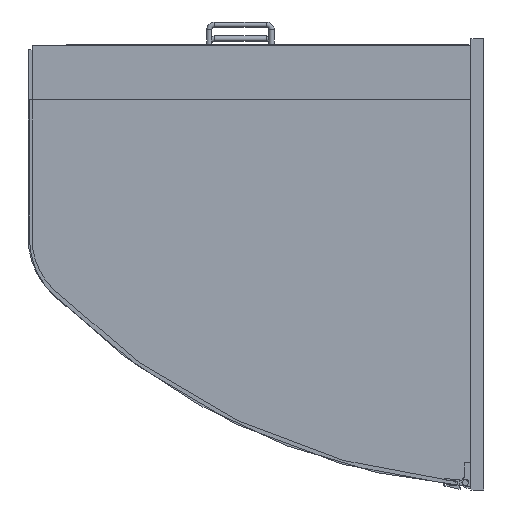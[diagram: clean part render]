
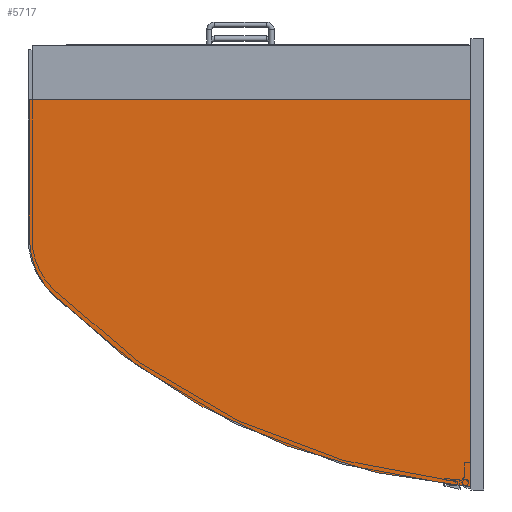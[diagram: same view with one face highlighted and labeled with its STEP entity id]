
A CAD part, left-side view. The second image highlights one B-rep face of the part: STEP entity #5717.
In plain terms, the highlighted planar face has unit normal (-1, 0, 0).
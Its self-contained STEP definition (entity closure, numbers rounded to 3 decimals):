
#73=CIRCLE('',#6149,123.);
#75=CIRCLE('',#6152,1022.);
#77=CIRCLE('',#6155,3.);
#477=FACE_OUTER_BOUND('',#809,.T.);
#809=EDGE_LOOP('',(#4367,#4368,#4369,#4370,#4371,#4372));
#1281=LINE('',#8821,#1931);
#1285=LINE('',#8829,#1935);
#1288=LINE('',#8835,#1938);
#1931=VECTOR('',#7131,10.);
#1935=VECTOR('',#7137,10.);
#1938=VECTOR('',#7142,10.);
#2521=VERTEX_POINT('',#8819);
#2522=VERTEX_POINT('',#8820);
#2525=VERTEX_POINT('',#8828);
#2527=VERTEX_POINT('',#8834);
#2529=VERTEX_POINT('',#8840);
#2531=VERTEX_POINT('',#8846);
#3185=EDGE_CURVE('',#2521,#2522,#1281,.T.);
#3189=EDGE_CURVE('',#2522,#2525,#1285,.T.);
#3192=EDGE_CURVE('',#2525,#2527,#1288,.T.);
#3195=EDGE_CURVE('',#2527,#2529,#73,.T.);
#3198=EDGE_CURVE('',#2529,#2531,#75,.T.);
#3201=EDGE_CURVE('',#2531,#2521,#77,.T.);
#4367=ORIENTED_EDGE('',*,*,#3201,.T.);
#4368=ORIENTED_EDGE('',*,*,#3185,.T.);
#4369=ORIENTED_EDGE('',*,*,#3189,.T.);
#4370=ORIENTED_EDGE('',*,*,#3192,.T.);
#4371=ORIENTED_EDGE('',*,*,#3195,.T.);
#4372=ORIENTED_EDGE('',*,*,#3198,.T.);
#5434=PLANE('',#6157);
#5717=ADVANCED_FACE('',(#477),#5434,.T.);
#6149=AXIS2_PLACEMENT_3D('',#8841,#7147,#7148);
#6152=AXIS2_PLACEMENT_3D('',#8847,#7154,#7155);
#6155=AXIS2_PLACEMENT_3D('',#8852,#7161,#7162);
#6157=AXIS2_PLACEMENT_3D('',#8854,#7165,#7166);
#7131=DIRECTION('',(0.,0.,1.));
#7137=DIRECTION('',(0.,1.,0.));
#7142=DIRECTION('',(0.,0.,-1.));
#7147=DIRECTION('center_axis',(-1.,0.,0.));
#7148=DIRECTION('ref_axis',(0.,1.,0.));
#7154=DIRECTION('center_axis',(-1.,0.,0.));
#7155=DIRECTION('ref_axis',(0.,0.707,-0.707));
#7161=DIRECTION('center_axis',(-1.,0.,0.));
#7162=DIRECTION('ref_axis',(0.,0.08,-0.997));
#7165=DIRECTION('center_axis',(-1.,0.,0.));
#7166=DIRECTION('ref_axis',(0.,0.,1.));
#8819=CARTESIAN_POINT('',(-880.5,0.,-339.255));
#8820=CARTESIAN_POINT('',(-880.5,0.,254.5));
#8821=CARTESIAN_POINT('',(-880.5,0.,-347.5));
#8828=CARTESIAN_POINT('',(-880.5,680.,254.5));
#8829=CARTESIAN_POINT('',(-880.5,0.,254.5));
#8834=CARTESIAN_POINT('',(-880.5,680.,40.5));
#8835=CARTESIAN_POINT('',(-880.5,680.,254.5));
#8840=CARTESIAN_POINT('',(-880.5,643.933,-46.515));
#8841=CARTESIAN_POINT('Origin',(-880.5,557.,40.5));
#8846=CARTESIAN_POINT('',(-880.5,3.24,-342.246));
#8847=CARTESIAN_POINT('Origin',(-880.5,-78.389,676.489));
#8852=CARTESIAN_POINT('Origin',(-880.5,3.,-339.255));
#8854=CARTESIAN_POINT('Origin',(-880.5,340.,-43.878));
